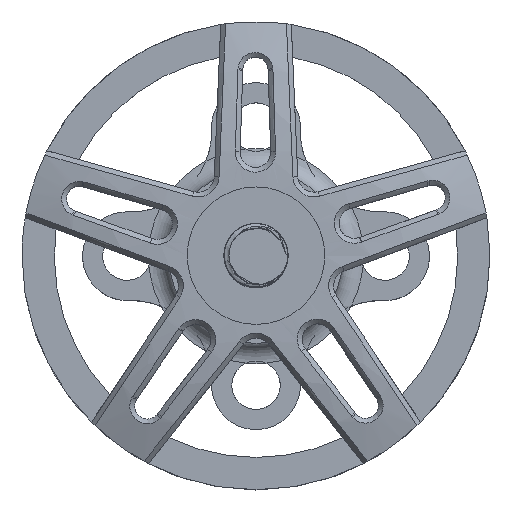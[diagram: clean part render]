
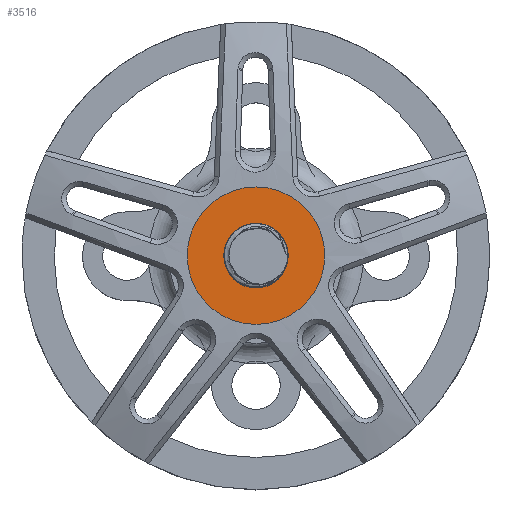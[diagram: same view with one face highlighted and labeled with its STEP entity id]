
A CAD part, top view. The second image highlights one B-rep face of the part: STEP entity #3516.
In plain terms, the highlighted planar face has unit normal (0, 0, 1).
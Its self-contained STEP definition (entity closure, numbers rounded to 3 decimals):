
#22=FACE_BOUND('',#584,.T.);
#63=PLANE('',#3697);
#90=CIRCLE('',#3623,4.262);
#119=CIRCLE('',#3678,2.);
#385=FACE_OUTER_BOUND('',#583,.T.);
#583=EDGE_LOOP('',(#2775));
#584=EDGE_LOOP('',(#2776));
#1348=VERTEX_POINT('',#5012);
#1511=VERTEX_POINT('',#6972);
#1707=EDGE_CURVE('',#1348,#1348,#90,.T.);
#1957=EDGE_CURVE('',#1511,#1511,#119,.T.);
#2775=ORIENTED_EDGE('',*,*,#1707,.T.);
#2776=ORIENTED_EDGE('',*,*,#1957,.T.);
#3516=ADVANCED_FACE('',(#385,#22),#63,.T.);
#3623=AXIS2_PLACEMENT_3D('',#5013,#3886,#3887);
#3678=AXIS2_PLACEMENT_3D('',#6973,#4103,#4104);
#3697=AXIS2_PLACEMENT_3D('',#7014,#4156,#4157);
#3886=DIRECTION('center_axis',(0.,0.,1.));
#3887=DIRECTION('ref_axis',(-1.,0.,0.));
#4103=DIRECTION('center_axis',(0.,0.,-1.));
#4104=DIRECTION('ref_axis',(0.,1.,0.));
#4156=DIRECTION('center_axis',(0.,0.,1.));
#4157=DIRECTION('ref_axis',(-1.,0.,0.));
#5012=CARTESIAN_POINT('',(4.262,0.,19.35));
#5013=CARTESIAN_POINT('Origin',(0.,0.,19.35));
#6972=CARTESIAN_POINT('',(0.,-2.,19.35));
#6973=CARTESIAN_POINT('Origin',(0.,0.,19.35));
#7014=CARTESIAN_POINT('Origin',(0.,0.809,19.35));
